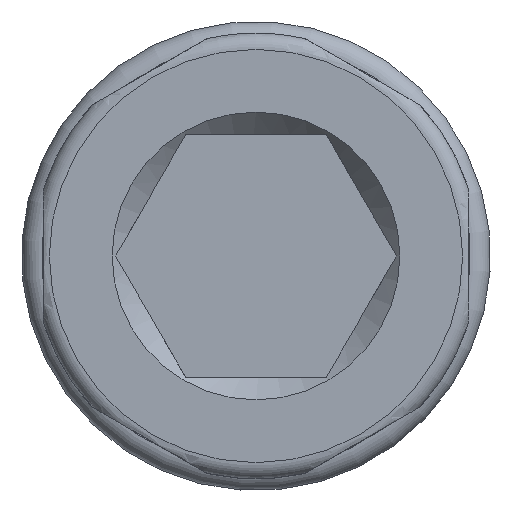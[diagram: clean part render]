
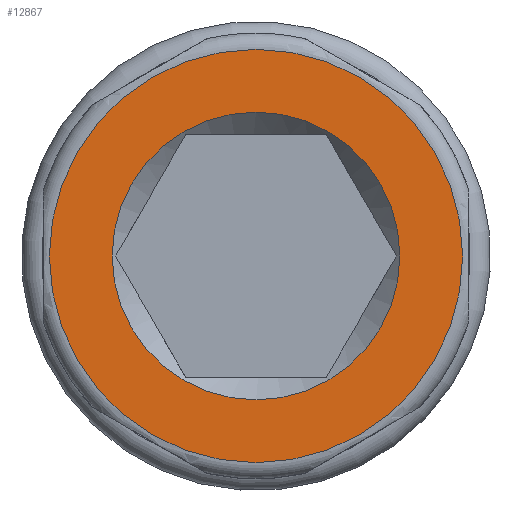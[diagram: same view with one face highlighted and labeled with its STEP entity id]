
A CAD part, left-side view. The second image highlights one B-rep face of the part: STEP entity #12867.
In plain terms, the highlighted planar face has unit normal (-1, 0, 0).
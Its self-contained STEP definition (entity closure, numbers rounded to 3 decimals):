
#422=PLANE('',#13682);
#687=FACE_BOUND('',#1513,.T.);
#782=FACE_OUTER_BOUND('',#1512,.T.);
#1512=EDGE_LOOP('',(#8540,#8541));
#1513=EDGE_LOOP('',(#8542));
#2305=CIRCLE('',#13681,7.1);
#2306=CIRCLE('',#13683,10.2);
#2307=CIRCLE('',#13684,10.2);
#5127=VERTEX_POINT('',#21797);
#5128=VERTEX_POINT('',#21801);
#5129=VERTEX_POINT('',#21802);
#6477=EDGE_CURVE('',#5127,#5127,#2305,.T.);
#6479=EDGE_CURVE('',#5128,#5129,#2306,.T.);
#6480=EDGE_CURVE('',#5129,#5128,#2307,.T.);
#8540=ORIENTED_EDGE('',*,*,#6479,.F.);
#8541=ORIENTED_EDGE('',*,*,#6480,.F.);
#8542=ORIENTED_EDGE('',*,*,#6477,.F.);
#12867=ADVANCED_FACE('',(#782,#687),#422,.T.);
#13681=AXIS2_PLACEMENT_3D('',#21798,#14482,#14483);
#13682=AXIS2_PLACEMENT_3D('',#21800,#14485,#14486);
#13683=AXIS2_PLACEMENT_3D('',#21803,#14487,#14488);
#13684=AXIS2_PLACEMENT_3D('',#21804,#14489,#14490);
#14482=DIRECTION('center_axis',(-1.,0.,0.));
#14483=DIRECTION('ref_axis',(0.,-1.,0.));
#14485=DIRECTION('center_axis',(-1.,0.,0.));
#14486=DIRECTION('ref_axis',(0.,0.,1.));
#14487=DIRECTION('center_axis',(1.,0.,0.));
#14488=DIRECTION('ref_axis',(0.,-1.,0.));
#14489=DIRECTION('center_axis',(1.,0.,0.));
#14490=DIRECTION('ref_axis',(0.,-1.,0.));
#21797=CARTESIAN_POINT('',(0.,7.1,0.));
#21798=CARTESIAN_POINT('Origin',(0.,0.,0.));
#21800=CARTESIAN_POINT('Origin',(0.,8.5,0.));
#21801=CARTESIAN_POINT('',(0.,10.2,0.));
#21802=CARTESIAN_POINT('',(0.,0.,10.2));
#21803=CARTESIAN_POINT('Origin',(0.,0.,0.));
#21804=CARTESIAN_POINT('Origin',(0.,0.,0.));
